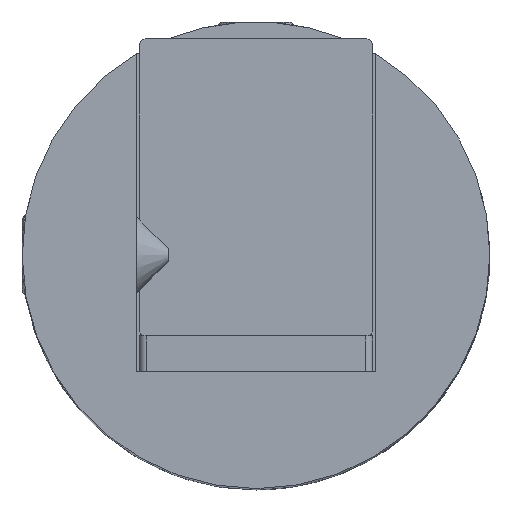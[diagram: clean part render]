
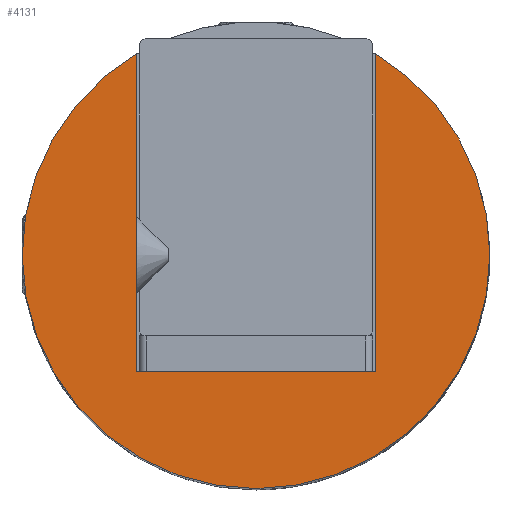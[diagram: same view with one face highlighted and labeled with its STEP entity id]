
A CAD part, top view. The second image highlights one B-rep face of the part: STEP entity #4131.
In plain terms, the highlighted planar face has unit normal (0, 0, 1).
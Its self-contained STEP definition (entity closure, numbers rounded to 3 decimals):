
#1216 = VERTEX_POINT ( 'NONE', #18450 ) ;
#1238 = EDGE_CURVE ( 'NONE', #17678, #5124, #2384, .T. ) ;
#1975 = PLANE ( 'NONE',  #19906 ) ;
#2384 = CIRCLE ( 'NONE', #6294, 16. ) ;
#3020 = LINE ( 'NONE', #8338, #5317 ) ;
#3406 = ORIENTED_EDGE ( 'NONE', *, *, #1238, .T. ) ;
#3993 = DIRECTION ( 'NONE',  ( 0., 0., 1. ) ) ;
#4131 = ADVANCED_FACE ( 'NONE', ( #6112 ), #1975, .T. ) ;
#5124 = VERTEX_POINT ( 'NONE', #17085 ) ;
#5157 = DIRECTION ( 'NONE',  ( 1., 0., 0. ) ) ;
#5317 = VECTOR ( 'NONE', #6637, 1000. ) ;
#5350 = EDGE_CURVE ( 'NONE', #1216, #19096, #20041, .T. ) ;
#6112 = FACE_OUTER_BOUND ( 'NONE', #18125, .T. ) ;
#6294 = AXIS2_PLACEMENT_3D ( 'NONE', #20228, #3993, #7241 ) ;
#6562 = CARTESIAN_POINT ( 'NONE',  ( 0., 0., 0. ) ) ;
#6637 = DIRECTION ( 'NONE',  ( 0., -1., 0. ) ) ;
#7241 = DIRECTION ( 'NONE',  ( 1., 0., 0. ) ) ;
#7875 = CARTESIAN_POINT ( 'NONE',  ( -8.15, 13.769, 0. ) ) ;
#8198 = DIRECTION ( 'NONE',  ( 0., 0., 1. ) ) ;
#8338 = CARTESIAN_POINT ( 'NONE',  ( -8.15, 0., 0. ) ) ;
#9329 = DIRECTION ( 'NONE',  ( 1., 0., 0. ) ) ;
#9860 = VECTOR ( 'NONE', #9329, 1000. ) ;
#9955 = ORIENTED_EDGE ( 'NONE', *, *, #16890, .F. ) ;
#10642 = ORIENTED_EDGE ( 'NONE', *, *, #5350, .F. ) ;
#12997 = DIRECTION ( 'NONE',  ( 0., 1., 0. ) ) ;
#13192 = CARTESIAN_POINT ( 'NONE',  ( 8.15, -8., 0. ) ) ;
#13901 = EDGE_CURVE ( 'NONE', #19096, #5124, #15042, .T. ) ;
#14638 = ORIENTED_EDGE ( 'NONE', *, *, #13901, .F. ) ;
#15020 = VECTOR ( 'NONE', #12997, 1000. ) ;
#15042 = LINE ( 'NONE', #20938, #15020 ) ;
#15942 = CARTESIAN_POINT ( 'NONE',  ( 0., -8., 0. ) ) ;
#16890 = EDGE_CURVE ( 'NONE', #17678, #1216, #3020, .T. ) ;
#17085 = CARTESIAN_POINT ( 'NONE',  ( 8.15, 13.769, 0. ) ) ;
#17678 = VERTEX_POINT ( 'NONE', #7875 ) ;
#18125 = EDGE_LOOP ( 'NONE', ( #9955, #3406, #14638, #10642 ) ) ;
#18450 = CARTESIAN_POINT ( 'NONE',  ( -8.15, -8., 0. ) ) ;
#19096 = VERTEX_POINT ( 'NONE', #13192 ) ;
#19906 = AXIS2_PLACEMENT_3D ( 'NONE', #6562, #8198, #5157 ) ;
#20041 = LINE ( 'NONE', #15942, #9860 ) ;
#20228 = CARTESIAN_POINT ( 'NONE',  ( 0., 0., 0. ) ) ;
#20938 = CARTESIAN_POINT ( 'NONE',  ( 8.15, 0., 0. ) ) ;
